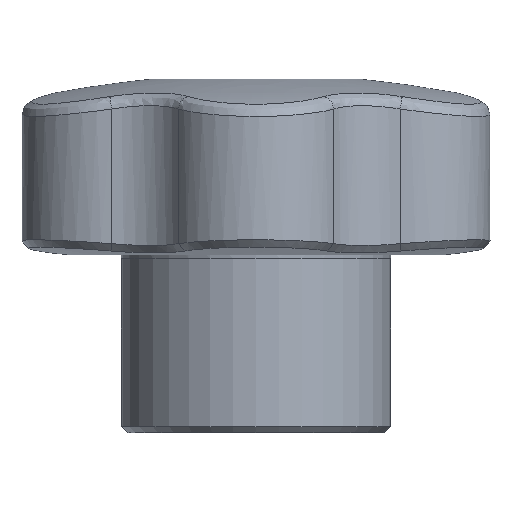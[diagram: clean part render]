
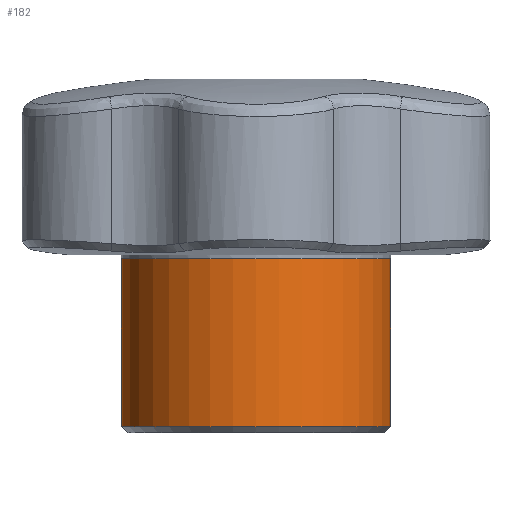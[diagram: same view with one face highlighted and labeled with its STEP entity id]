
A CAD part, left-side view. The second image highlights one B-rep face of the part: STEP entity #182.
In plain terms, the highlighted cylindrical face has radius 10.5 mm (diameter 21 mm), a full revolution.
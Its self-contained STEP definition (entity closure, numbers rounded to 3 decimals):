
#182 = ADVANCED_FACE( '', ( #281, #282 ), #283, .T. );
#281 = FACE_OUTER_BOUND( '', #473, .T. );
#282 = FACE_OUTER_BOUND( '', #474, .T. );
#283 = CYLINDRICAL_SURFACE( '', #475, 10.5 );
#473 = EDGE_LOOP( '', ( #1883 ) );
#474 = EDGE_LOOP( '', ( #1884 ) );
#475 = AXIS2_PLACEMENT_3D( '', #1885, #1886, #1887 );
#1883 = ORIENTED_EDGE( '', *, *, #2425, .T. );
#1884 = ORIENTED_EDGE( '', *, *, #2418, .F. );
#1885 = CARTESIAN_POINT( '', ( 0., 0., 28. ) );
#1886 = DIRECTION( '', ( 0., 0., -1. ) );
#1887 = DIRECTION( '', ( 1., 0., 0. ) );
#2418 = EDGE_CURVE( '', #2645, #2645, #2646, .T. );
#2425 = EDGE_CURVE( '', #2657, #2657, #2658, .T. );
#2645 = VERTEX_POINT( '', #3100 );
#2646 = CIRCLE( '', #3101, 10.5 );
#2657 = VERTEX_POINT( '', #3147 );
#2658 = CIRCLE( '', #3148, 10.5 );
#3100 = CARTESIAN_POINT( '', ( 10.5, 0., 13.239 ) );
#3101 = AXIS2_PLACEMENT_3D( '', #5285, #5286, #5287 );
#3147 = CARTESIAN_POINT( '', ( 10.5, 0., 0.137 ) );
#3148 = AXIS2_PLACEMENT_3D( '', #5298, #5299, #5300 );
#5285 = CARTESIAN_POINT( '', ( 0., 0., 13.239 ) );
#5286 = DIRECTION( '', ( 0., 0., 1. ) );
#5287 = DIRECTION( '', ( 1., 0., 0. ) );
#5298 = CARTESIAN_POINT( '', ( 0., 0., 0.137 ) );
#5299 = DIRECTION( '', ( 0., 0., 1. ) );
#5300 = DIRECTION( '', ( 1., 0., 0. ) );
